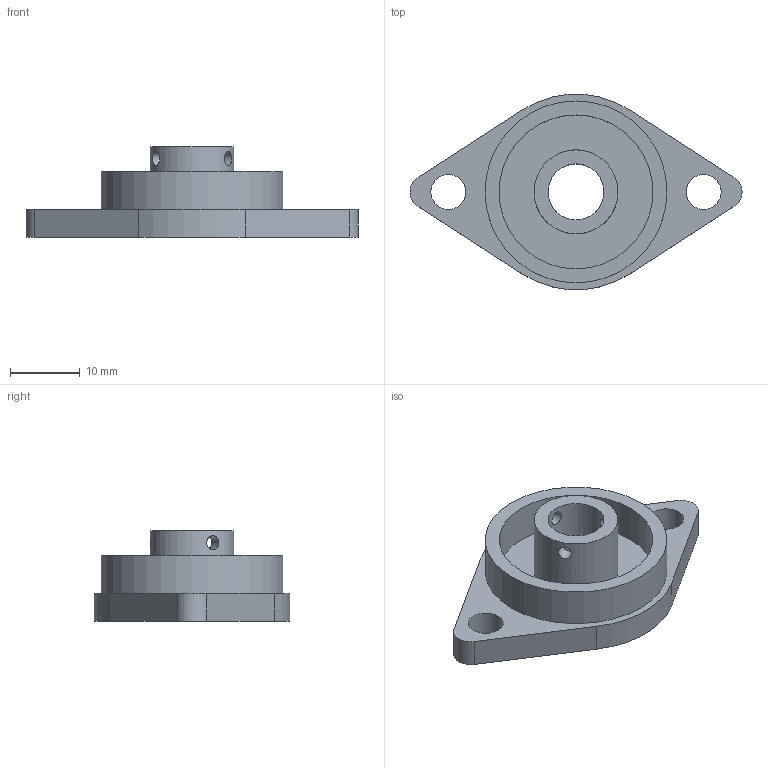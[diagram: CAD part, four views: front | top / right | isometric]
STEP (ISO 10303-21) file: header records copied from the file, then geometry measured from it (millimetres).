
FILE_DESCRIPTION(/* description */ ('','CAx-IF Rec.Pracs.---Representation and Presentation of Product Manufacturing Information (PMI)---4.0---2014-10-13'),/* implementation_level */ '2;1');
FILE_NAME(/* name */ 'KFL08.step',/* time_stamp */ '2025-08-03T13:08:43+05:30',/* author */ (''),/* organization */ (''),/* preprocessor_version */ 'ST-DEVELOPER v20',/* originating_system */ 'Autodesk Translation Framework v13.20.0.188',/* authorisation */ '');
FILE_SCHEMA (('AP242_MANAGED_MODEL_BASED_3D_ENGINEERING_MIM_LF { 1 0 10303 442 1 1 4 }'));
Length unit declared in the file: millimetre
Products named in the file (1): KFL08
Bounding box: 47.46 x 27.91 x 13 mm (x, y, z)
Volume: 4321 mm3; surface area: 3566.4 mm2
Topology: 1 solids, 1 shells, 22 faces, 51 edges, 34 vertices
Faces by surface type: cylinder 13, plane 9
Full cylindrical faces by diameter (mm): 2 x3, 5 x2, 8 x1, 12 x1, 22 x1, 26 x1
Entity records: 878 total; most frequent: CARTESIAN_POINT 306, DIRECTION 111, ORIENTED_EDGE 102, EDGE_CURVE 51, AXIS2_PLACEMENT_3D 43, EDGE_LOOP 37, VERTEX_POINT 34, LINE 25
